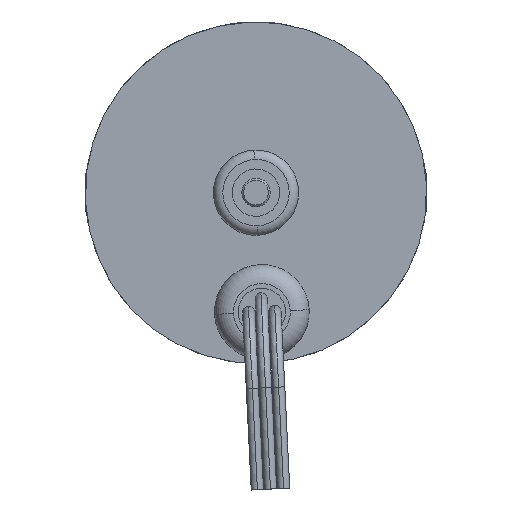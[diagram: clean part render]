
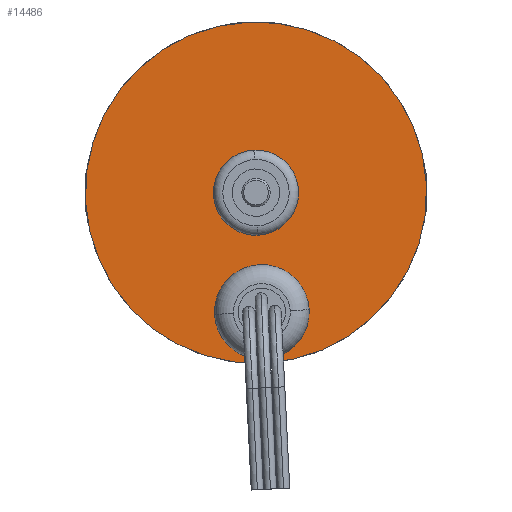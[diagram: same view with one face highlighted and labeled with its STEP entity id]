
A CAD part, front view. The second image highlights one B-rep face of the part: STEP entity #14486.
In plain terms, the highlighted face is planar.
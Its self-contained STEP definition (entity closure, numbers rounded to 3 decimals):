
#640 = CARTESIAN_POINT ( 'NONE',  ( 0., 23., 0. ) ) ;
#1642 = VERTEX_POINT ( 'NONE', #8786 ) ;
#2259 = FACE_OUTER_BOUND ( 'NONE', #15164, .T. ) ;
#2747 = DIRECTION ( 'NONE',  ( 0., 0., -1. ) ) ;
#3158 = VERTEX_POINT ( 'NONE', #22364 ) ;
#3869 = CIRCLE ( 'NONE', #28322, 4.5 ) ;
#3951 = EDGE_CURVE ( 'NONE', #3158, #1642, #11148, .T. ) ;
#4837 = ORIENTED_EDGE ( 'NONE', *, *, #28428, .F. ) ;
#4989 = DIRECTION ( 'NONE',  ( 0., 0., 1. ) ) ;
#6066 = CIRCLE ( 'NONE', #7616, 18. ) ;
#7545 = EDGE_LOOP ( 'NONE', ( #11583, #14050 ) ) ;
#7616 = AXIS2_PLACEMENT_3D ( 'NONE', #14222, #24182, #24334 ) ;
#8116 = AXIS2_PLACEMENT_3D ( 'NONE', #13959, #13805, #18652 ) ;
#8786 = CARTESIAN_POINT ( 'NONE',  ( 0., 23., 15.104 ) ) ;
#9044 = CARTESIAN_POINT ( 'NONE',  ( 0., 23., -4.5 ) ) ;
#9437 = FACE_BOUND ( 'NONE', #7545, .T. ) ;
#9523 = CIRCLE ( 'NONE', #31396, 18. ) ;
#10063 = VERTEX_POINT ( 'NONE', #24541 ) ;
#10808 = DIRECTION ( 'NONE',  ( 0., 0., -1. ) ) ;
#10906 = EDGE_CURVE ( 'NONE', #1642, #3158, #19877, .T. ) ;
#11148 = CIRCLE ( 'NONE', #18371, 2.5 ) ;
#11296 = CARTESIAN_POINT ( 'NONE',  ( 0., 23., 4.5 ) ) ;
#11423 = ORIENTED_EDGE ( 'NONE', *, *, #21757, .F. ) ;
#11583 = ORIENTED_EDGE ( 'NONE', *, *, #10906, .F. ) ;
#11888 = PLANE ( 'NONE',  #23149 ) ;
#12009 = EDGE_LOOP ( 'NONE', ( #20116, #11423 ) ) ;
#13350 = DIRECTION ( 'NONE',  ( 0., -1., 0. ) ) ;
#13805 = DIRECTION ( 'NONE',  ( 0., 1., 0. ) ) ;
#13959 = CARTESIAN_POINT ( 'NONE',  ( 0., 23., 0. ) ) ;
#13977 = EDGE_CURVE ( 'NONE', #15334, #20584, #28934, .T. ) ;
#14050 = ORIENTED_EDGE ( 'NONE', *, *, #3951, .F. ) ;
#14222 = CARTESIAN_POINT ( 'NONE',  ( 0., 23., 0. ) ) ;
#14486 = ADVANCED_FACE ( 'NONE', ( #9437, #19176, #2259 ), #11888, .F. ) ;
#15164 = EDGE_LOOP ( 'NONE', ( #4837, #18734 ) ) ;
#15334 = VERTEX_POINT ( 'NONE', #9044 ) ;
#16248 = AXIS2_PLACEMENT_3D ( 'NONE', #25131, #17755, #17278 ) ;
#17278 = DIRECTION ( 'NONE',  ( 0., 0., 1. ) ) ;
#17488 = CARTESIAN_POINT ( 'NONE',  ( 0., 23., 12.604 ) ) ;
#17755 = DIRECTION ( 'NONE',  ( 0., 1., 0. ) ) ;
#18091 = DIRECTION ( 'NONE',  ( 0., 1., 0. ) ) ;
#18371 = AXIS2_PLACEMENT_3D ( 'NONE', #17488, #30243, #4989 ) ;
#18652 = DIRECTION ( 'NONE',  ( 0., 0., -1. ) ) ;
#18734 = ORIENTED_EDGE ( 'NONE', *, *, #23358, .F. ) ;
#19176 = FACE_BOUND ( 'NONE', #12009, .T. ) ;
#19520 = VERTEX_POINT ( 'NONE', #19544 ) ;
#19544 = CARTESIAN_POINT ( 'NONE',  ( 0., 23., -18. ) ) ;
#19877 = CIRCLE ( 'NONE', #16248, 2.5 ) ;
#20116 = ORIENTED_EDGE ( 'NONE', *, *, #13977, .F. ) ;
#20584 = VERTEX_POINT ( 'NONE', #11296 ) ;
#21757 = EDGE_CURVE ( 'NONE', #20584, #15334, #3869, .T. ) ;
#21956 = DIRECTION ( 'NONE',  ( 0., 0., -1. ) ) ;
#22128 = DIRECTION ( 'NONE',  ( 0., -1., 0. ) ) ;
#22364 = CARTESIAN_POINT ( 'NONE',  ( 0., 23., 10.104 ) ) ;
#23149 = AXIS2_PLACEMENT_3D ( 'NONE', #29161, #22128, #21956 ) ;
#23358 = EDGE_CURVE ( 'NONE', #10063, #19520, #6066, .T. ) ;
#24182 = DIRECTION ( 'NONE',  ( 0., -1., 0. ) ) ;
#24334 = DIRECTION ( 'NONE',  ( 0., 0., -1. ) ) ;
#24541 = CARTESIAN_POINT ( 'NONE',  ( 0., 23., 18. ) ) ;
#25131 = CARTESIAN_POINT ( 'NONE',  ( 0., 23., 12.604 ) ) ;
#28322 = AXIS2_PLACEMENT_3D ( 'NONE', #30532, #18091, #10808 ) ;
#28428 = EDGE_CURVE ( 'NONE', #19520, #10063, #9523, .T. ) ;
#28934 = CIRCLE ( 'NONE', #8116, 4.5 ) ;
#29161 = CARTESIAN_POINT ( 'NONE',  ( 4., 23., 0. ) ) ;
#30243 = DIRECTION ( 'NONE',  ( 0., 1., 0. ) ) ;
#30532 = CARTESIAN_POINT ( 'NONE',  ( 0., 23., 0. ) ) ;
#31396 = AXIS2_PLACEMENT_3D ( 'NONE', #640, #13350, #2747 ) ;
